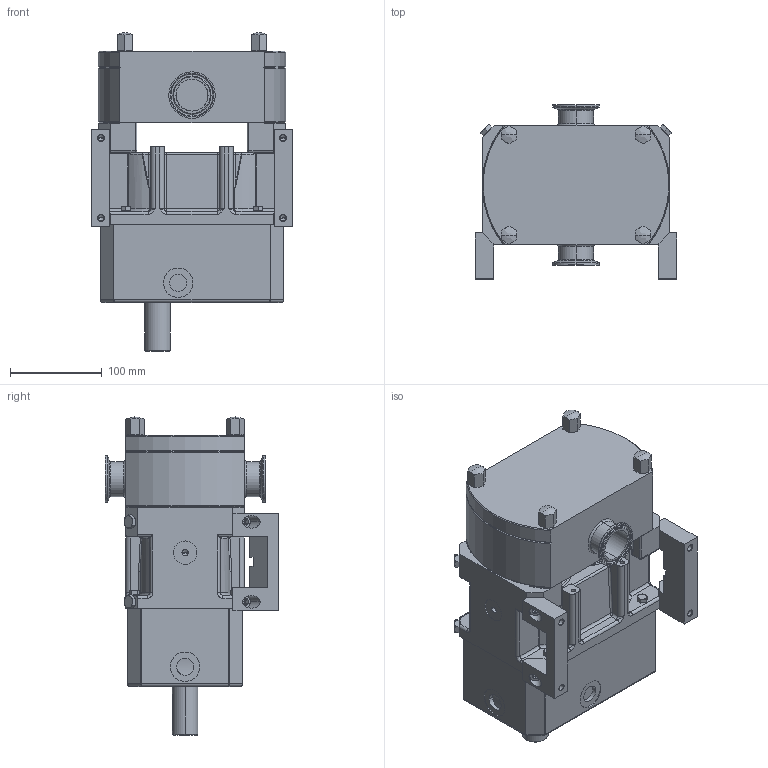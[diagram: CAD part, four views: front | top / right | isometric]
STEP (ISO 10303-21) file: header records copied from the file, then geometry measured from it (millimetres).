
FILE_DESCRIPTION((''),'2;1');
FILE_NAME('FL2S75S_1_5_TRI_CLAMP','2023-01-20T10:59:53',('DS'),(''),'CREO PARAMETRIC BY PTC INC, 2022281','CREO PARAMETRIC BY PTC INC, 2022281','');
FILE_SCHEMA(('CONFIG_CONTROL_DESIGN'));
Length unit declared in the file: millimetre
Products named in the file (1): FL2S75S_1_5_TRI_CLAMP
Bounding box: 218.97 x 188.98 x 346.19 mm (x, y, z)
Volume: 5928888 mm3; surface area: 361087.5 mm2
Topology: 1 solids, 1 shells, 902 faces, 2159 edges, 1274 vertices
Faces by surface type: plane 288, cylinder 274, cone 142, bspline 108, torus 70, sphere 20
Entity records: 34603 total; most frequent: CARTESIAN_POINT 14817, ORIENTED_EDGE 4218, DIRECTION 3959, EDGE_CURVE 2109, AXIS2_PLACEMENT_3D 1542, VERTEX_POINT 1274, EDGE_LOOP 979, FACE_OUTER_BOUND 902
